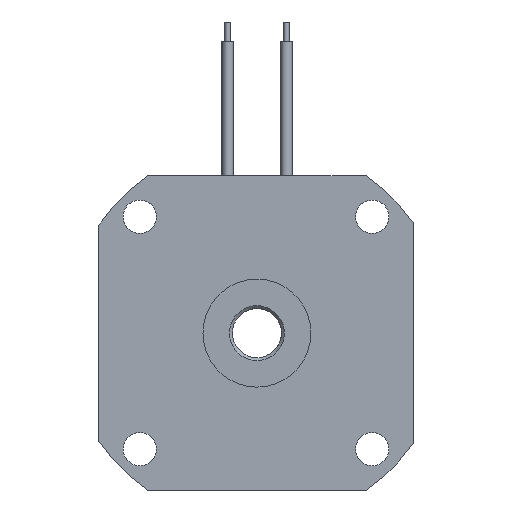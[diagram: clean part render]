
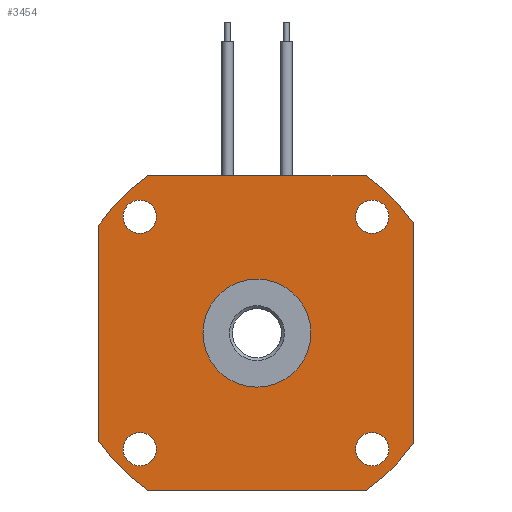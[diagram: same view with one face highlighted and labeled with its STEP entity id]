
A CAD part, front view. The second image highlights one B-rep face of the part: STEP entity #3454.
In plain terms, the highlighted planar face has unit normal (0, -1, 0).
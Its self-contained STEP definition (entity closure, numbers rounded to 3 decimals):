
#3004=CARTESIAN_POINT('',(11.752,0.0,-13.526));
#3005=VERTEX_POINT('',#3004);
#3006=CARTESIAN_POINT('',(11.752,0.0,-11.826));
#3007=DIRECTION('',(0.0,-1.0,0.0));
#3008=DIRECTION('',(0.0,0.0,-1.0));
#3009=AXIS2_PLACEMENT_3D('',#3006,#3007,#3008);
#3010=CIRCLE('',#3009,1.7);
#3011=EDGE_CURVE('',#3005,#3005,#3010,.T.);
#3032=CARTESIAN_POINT('',(11.752,0.0,10.162));
#3033=VERTEX_POINT('',#3032);
#3034=CARTESIAN_POINT('',(11.752,0.0,11.862));
#3035=DIRECTION('',(0.0,-1.0,0.0));
#3036=DIRECTION('',(0.0,0.0,-1.0));
#3037=AXIS2_PLACEMENT_3D('',#3034,#3035,#3036);
#3038=CIRCLE('',#3037,1.7);
#3039=EDGE_CURVE('',#3033,#3033,#3038,.T.);
#3060=CARTESIAN_POINT('',(-11.936,0.0,10.162));
#3061=VERTEX_POINT('',#3060);
#3062=CARTESIAN_POINT('',(-11.936,0.0,11.862));
#3063=DIRECTION('',(0.0,-1.0,0.0));
#3064=DIRECTION('',(0.0,0.0,-1.0));
#3065=AXIS2_PLACEMENT_3D('',#3062,#3063,#3064);
#3066=CIRCLE('',#3065,1.7);
#3067=EDGE_CURVE('',#3061,#3061,#3066,.T.);
#3088=CARTESIAN_POINT('',(-11.936,0.0,-13.526));
#3089=VERTEX_POINT('',#3088);
#3090=CARTESIAN_POINT('',(-11.936,0.0,-11.826));
#3091=DIRECTION('',(0.0,-1.0,0.0));
#3092=DIRECTION('',(0.0,0.0,-1.0));
#3093=AXIS2_PLACEMENT_3D('',#3090,#3091,#3092);
#3094=CIRCLE('',#3093,1.7);
#3095=EDGE_CURVE('',#3089,#3089,#3094,.T.);
#3208=CARTESIAN_POINT('',(0.0,0.0,-5.5));
#3209=VERTEX_POINT('',#3208);
#3210=CARTESIAN_POINT('',(0.0,0.0,0.0));
#3211=DIRECTION('',(0.0,-1.0,0.0));
#3212=DIRECTION('',(0.0,0.0,-1.0));
#3213=AXIS2_PLACEMENT_3D('',#3210,#3211,#3212);
#3214=CIRCLE('',#3213,5.5);
#3215=EDGE_CURVE('',#3209,#3209,#3214,.T.);
#3284=CARTESIAN_POINT('',(-16.092,0.0,11.014));
#3285=VERTEX_POINT('',#3284);
#3292=CARTESIAN_POINT('',(-11.12,0.0,16.018));
#3293=VERTEX_POINT('',#3292);
#3294=CARTESIAN_POINT('',(0.0,0.0,0.0));
#3295=DIRECTION('',(0.0,-1.0,0.0));
#3296=DIRECTION('',(0.0,0.0,-1.0));
#3297=AXIS2_PLACEMENT_3D('',#3294,#3295,#3296);
#3298=CIRCLE('',#3297,19.5);
#3299=EDGE_CURVE('',#3293,#3285,#3298,.T.);
#3326=CARTESIAN_POINT('',(11.12,0.0,16.018));
#3327=VERTEX_POINT('',#3326);
#3334=CARTESIAN_POINT('',(15.908,0.0,11.277));
#3335=VERTEX_POINT('',#3334);
#3336=CARTESIAN_POINT('',(0.0,0.0,0.0));
#3337=DIRECTION('',(0.0,-1.0,0.0));
#3338=DIRECTION('',(0.0,0.0,-1.0));
#3339=AXIS2_PLACEMENT_3D('',#3336,#3337,#3338);
#3340=CIRCLE('',#3339,19.5);
#3341=EDGE_CURVE('',#3335,#3327,#3340,.T.);
#3368=CARTESIAN_POINT('',(15.908,0.0,-11.277));
#3369=VERTEX_POINT('',#3368);
#3376=CARTESIAN_POINT('',(11.173,0.0,-15.982));
#3377=VERTEX_POINT('',#3376);
#3378=CARTESIAN_POINT('',(0.0,0.0,0.0));
#3379=DIRECTION('',(0.0,-1.0,0.0));
#3380=DIRECTION('',(0.0,0.0,-1.0));
#3381=AXIS2_PLACEMENT_3D('',#3378,#3379,#3380);
#3382=CIRCLE('',#3381,19.5);
#3383=EDGE_CURVE('',#3377,#3369,#3382,.T.);
#3394=CARTESIAN_POINT('',(-19.5,0.0,0.0));
#3395=DIRECTION('',(0.0,1.0,0.0));
#3396=DIRECTION('',(0.0,0.0,1.0));
#3397=AXIS2_PLACEMENT_3D('',#3394,#3395,#3396);
#3398=PLANE('',#3397);
#3399=ORIENTED_EDGE('',*,*,#3299,.T.);
#3400=CARTESIAN_POINT('',(-16.092,0.0,-11.014));
#3401=VERTEX_POINT('',#3400);
#3402=CARTESIAN_POINT('',(-16.092,0.0,-11.014));
#3403=DIRECTION('',(0.0,0.0,1.0));
#3404=VECTOR('',#3403,22.028);
#3405=LINE('',#3402,#3404);
#3406=EDGE_CURVE('',#3401,#3285,#3405,.T.);
#3407=ORIENTED_EDGE('',*,*,#3406,.F.);
#3408=CARTESIAN_POINT('',(-11.173,0.0,-15.982));
#3409=VERTEX_POINT('',#3408);
#3410=CARTESIAN_POINT('',(0.0,0.0,0.0));
#3411=DIRECTION('',(0.0,-1.0,0.0));
#3412=DIRECTION('',(0.0,0.0,-1.0));
#3413=AXIS2_PLACEMENT_3D('',#3410,#3411,#3412);
#3414=CIRCLE('',#3413,19.5);
#3415=EDGE_CURVE('',#3401,#3409,#3414,.T.);
#3416=ORIENTED_EDGE('',*,*,#3415,.T.);
#3417=CARTESIAN_POINT('',(11.173,0.0,-15.982));
#3418=DIRECTION('',(-1.0,0.0,0.0));
#3419=VECTOR('',#3418,22.346);
#3420=LINE('',#3417,#3419);
#3421=EDGE_CURVE('',#3377,#3409,#3420,.T.);
#3422=ORIENTED_EDGE('',*,*,#3421,.F.);
#3423=ORIENTED_EDGE('',*,*,#3383,.T.);
#3424=CARTESIAN_POINT('',(15.908,0.0,11.277));
#3425=DIRECTION('',(0.0,0.0,-1.0));
#3426=VECTOR('',#3425,22.554);
#3427=LINE('',#3424,#3426);
#3428=EDGE_CURVE('',#3335,#3369,#3427,.T.);
#3429=ORIENTED_EDGE('',*,*,#3428,.F.);
#3430=ORIENTED_EDGE('',*,*,#3341,.T.);
#3431=CARTESIAN_POINT('',(-11.12,0.0,16.018));
#3432=DIRECTION('',(1.0,0.0,0.0));
#3433=VECTOR('',#3432,22.241);
#3434=LINE('',#3431,#3433);
#3435=EDGE_CURVE('',#3293,#3327,#3434,.T.);
#3436=ORIENTED_EDGE('',*,*,#3435,.F.);
#3437=EDGE_LOOP('',(#3399,#3407,#3416,#3422,#3423,#3429,#3430,#3436));
#3438=FACE_OUTER_BOUND('',#3437,.T.);
#3439=ORIENTED_EDGE('',*,*,#3039,.F.);
#3440=EDGE_LOOP('',(#3439));
#3441=FACE_BOUND('',#3440,.T.);
#3442=ORIENTED_EDGE('',*,*,#3067,.F.);
#3443=EDGE_LOOP('',(#3442));
#3444=FACE_BOUND('',#3443,.T.);
#3445=ORIENTED_EDGE('',*,*,#3095,.F.);
#3446=EDGE_LOOP('',(#3445));
#3447=FACE_BOUND('',#3446,.T.);
#3448=ORIENTED_EDGE('',*,*,#3215,.F.);
#3449=EDGE_LOOP('',(#3448));
#3450=FACE_BOUND('',#3449,.T.);
#3451=ORIENTED_EDGE('',*,*,#3011,.F.);
#3452=EDGE_LOOP('',(#3451));
#3453=FACE_BOUND('',#3452,.T.);
#3454=ADVANCED_FACE('',(#3438,#3441,#3444,#3447,#3450,#3453),#3398,.F.);
